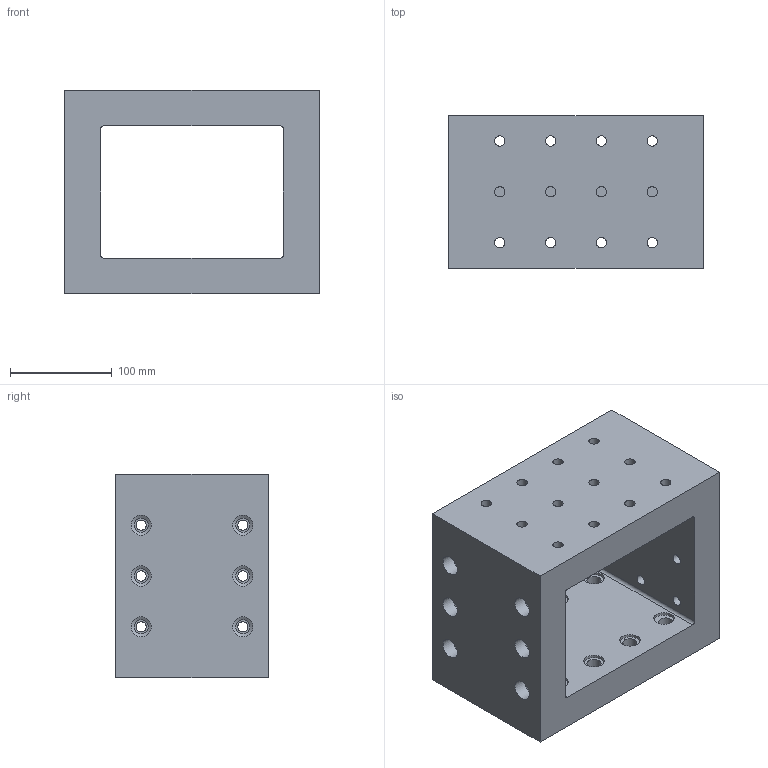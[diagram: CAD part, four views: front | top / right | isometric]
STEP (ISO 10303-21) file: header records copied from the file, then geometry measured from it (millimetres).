
FILE_DESCRIPTION( ( 'Unknown' ), '1' );
FILE_NAME( 'BP26-250150-0200-12.stp', 'Unknown', ( 'S.C.H' ), ( 'Unknown' ), 'XStep 1.0', 'Unknown', ' ' );
FILE_SCHEMA( ( 'CONFIG_CONTROL_DESIGN' ) );
Length unit declared in the file: millimetre
Products named in the file (1): 1
Bounding box: 250 x 150 x 200 mm (x, y, z)
Volume: 3820067.1 mm3; surface area: 321557.2 mm2
Topology: 1 solids, 1 shells, 105 faces, 265 edges, 184 vertices
Faces by surface type: cylinder 67, plane 32, cone 6
Full cylindrical faces by diameter (mm): 10.106 x21, 14 x14, 20 x28
Entity records: 2786 total; most frequent: DIRECTION 508, CARTESIAN_POINT 418, ORIENTED_EDGE 324, EDGE_LOOP 268, AXIS2_PLACEMENT_3D 240, FACE_OUTER_BOUND 168, EDGE_CURVE 162, VERTEX_POINT 150
